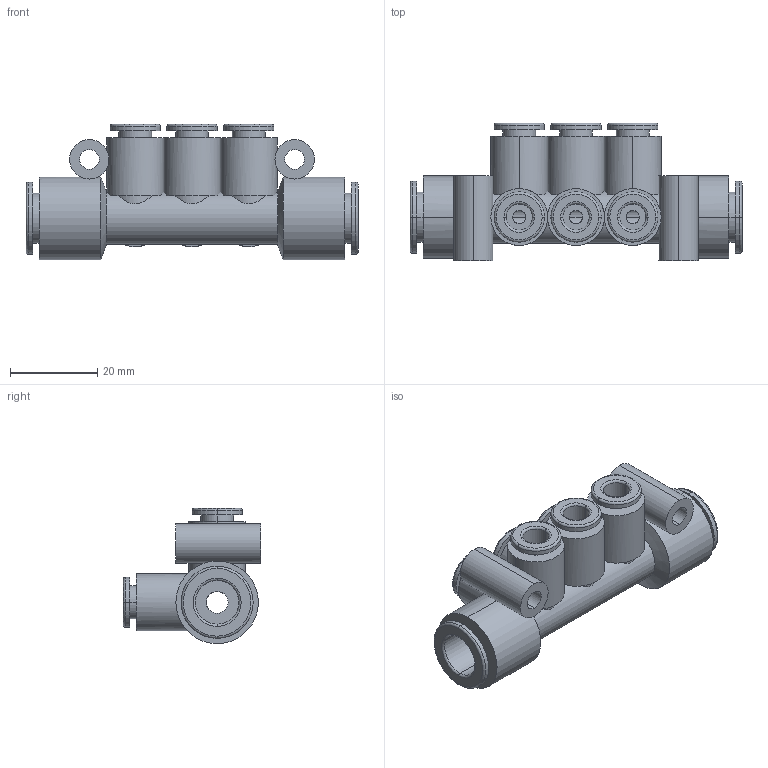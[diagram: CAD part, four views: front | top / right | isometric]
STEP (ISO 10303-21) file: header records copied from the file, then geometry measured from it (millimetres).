
FILE_DESCRIPTION (( 'STEP AP214' ), '1' );
FILE_NAME ('KM11-06-10-6.step.step', '2011-05-23T09:52:11', ( 'SysAdmin' ), ( 'SolidWorks' ), 'SwSTEP 2.0', 'SolidWorks 2011', '' );
FILE_SCHEMA (( 'AUTOMOTIVE_DESIGN' ));
Length unit declared in the file: millimetre
Products named in the file (2): KM11-06-10-6.step_KM3070 Body_11-06-10-6; KM11-06-10-6.step
Assembly tree (1 placements, depth 2):
  KM11-06-10-6.step
    KM11-06-10-6.step_KM3070 Body_11-06-10-6
Bounding box: 76 x 31.5 x 30.95 mm (x, y, z)
Volume: 20417.9 mm3; surface area: 14988.3 mm2
Topology: 1 solids, 1 shells, 187 faces, 474 edges, 303 vertices
Faces by surface type: cylinder 107, plane 44, torus 32, cone 4
Entity records: 6637 total; most frequent: CARTESIAN_POINT 1925, DIRECTION 1041, ORIENTED_EDGE 948, EDGE_CURVE 474, AXIS2_PLACEMENT_3D 451, VERTEX_POINT 303, CIRCLE 260, EDGE_LOOP 229
